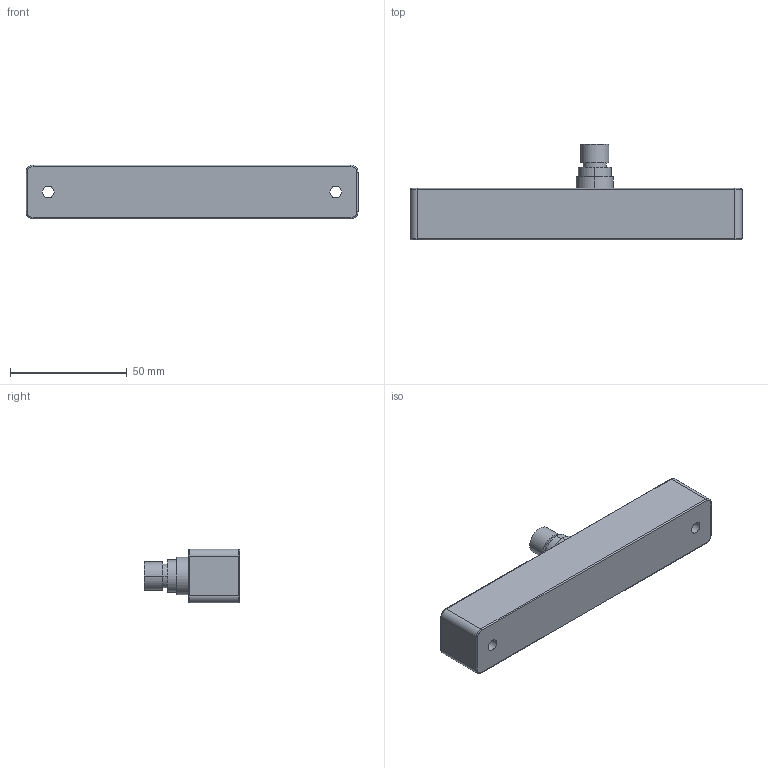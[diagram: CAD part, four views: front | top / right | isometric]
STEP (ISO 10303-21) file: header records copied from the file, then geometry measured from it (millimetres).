
FILE_DESCRIPTION((''),'2;1');
FILE_NAME('F90_D004315C','2006-01-03T',('Pepperl+Fuchs'),('Industriehansa'),'PRO/ENGINEER BY PARAMETRIC TECHNOLOGY CORPORATION, 2005290','PRO/ENGINEER BY PARAMETRIC TECHNOLOGY CORPORATION, 2005290','');
FILE_SCHEMA(('AUTOMOTIVE_DESIGN_CC2 { 1 2 10303 214 -1 1 5 2 }'));
Length unit declared in the file: millimetre
Products named in the file (1): F90_D004315C
Bounding box: 142 x 41 x 23 mm (x, y, z)
Volume: 72830.1 mm3; surface area: 15166.6 mm2
Topology: 1 solids, 1 shells, 48 faces, 157 edges, 122 vertices
Faces by surface type: cylinder 28, plane 12, torus 8
Entity records: 2359 total; most frequent: DIRECTION 335, CARTESIAN_POINT 270, ORIENTED_EDGE 208, PRESENTATION_STYLE_ASSIGNMENT 177, STYLED_ITEM 171, CURVE_STYLE 164, AXIS2_PLACEMENT_3D 129, EDGE_CURVE 104
